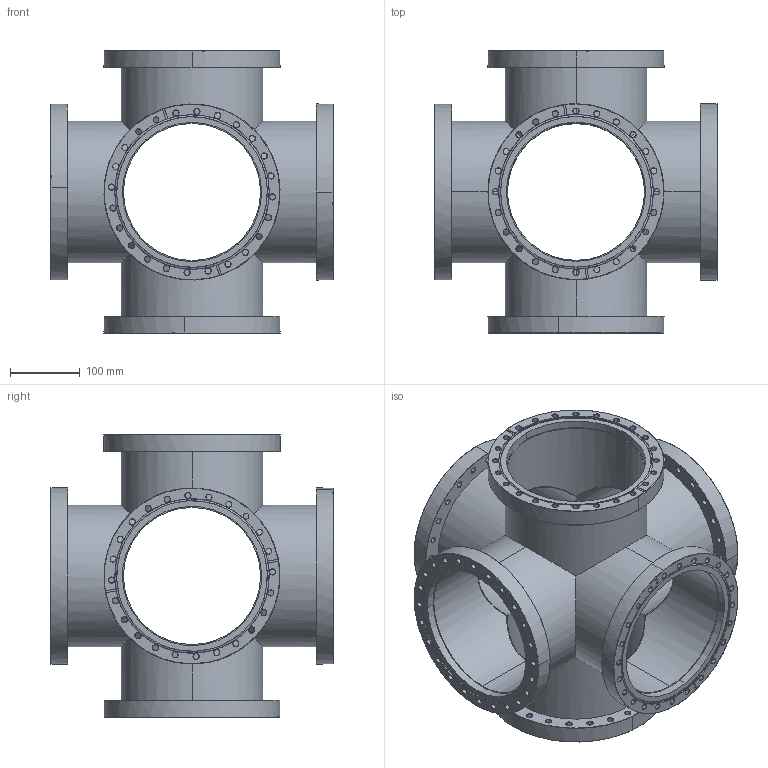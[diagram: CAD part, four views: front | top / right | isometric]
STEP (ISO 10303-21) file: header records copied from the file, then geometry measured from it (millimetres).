
FILE_DESCRIPTION (( 'STEP AP214' ), '1' );
FILE_NAME ('Hositrad_FX6-200-200R-Cross.STEP', '2016-02-04T08:47:52', ( '' ), ( '' ), 'SwSTEP 2.0', 'SolidWorks 2015', '' );
FILE_SCHEMA (( 'AUTOMOTIVE_DESIGN' ));
Length unit declared in the file: millimetre
Products named in the file (4): NW200CFR-Weld_-203; NW200CF-Weld_-203; Cross-6way-203; Hositrad_FX6-200-200R-Cross
Assembly tree (7 placements, depth 2):
  Hositrad_FX6-200-200R-Cross
    Cross-6way-203
    NW200CF-Weld_-203  x3
    NW200CFR-Weld_-203  x3
Bounding box: 406.4 x 406.4 x 406.4 mm (x, y, z)
Volume: 3558142.6 mm3; surface area: 1377364.8 mm2
Topology: 10 solids, 10 shells, 1004 faces, 2396 edges, 1414 vertices
Faces by surface type: cone 534, cylinder 372, plane 78, bspline 12, sphere 8
Entity records: 11681 total; most frequent: CARTESIAN_POINT 2612, DIRECTION 2026, ORIENTED_EDGE 1768, EDGE_CURVE 884, AXIS2_PLACEMENT_3D 840, VERTEX_POINT 522, EDGE_LOOP 478, CIRCLE 474
